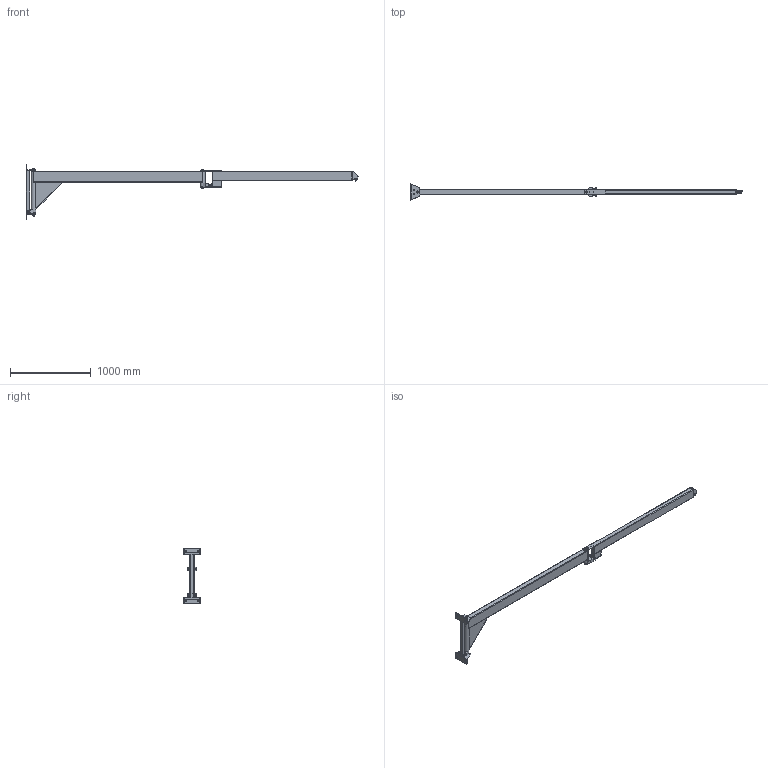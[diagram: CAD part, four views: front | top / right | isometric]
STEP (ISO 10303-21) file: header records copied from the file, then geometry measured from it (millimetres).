
FILE_DESCRIPTION(('STEP AP214'),'1');
FILE_NAME('PMH Väggsvängkran Hymer 100-4.stp','2013-08-16T07:51:38',(' '),(' '),'Spatial InterOp 3D',' ',' ');
FILE_SCHEMA(('automotive_design'));
Length unit declared in the file: millimetre
Products named in the file (74): F_rst_rkning innerarm; Part102; Inre arm; Främre axel; R_r med lager bakre; Rör Dia=60,3 T=4,5 L=520; R_r med lager fr_mre; Rör Dia=60,3 T=4,5 L=190; KKR 140x70; Kn_ckarm typ 2; F_st_ra 85; Fästöra 85, T=6; Axel Fästöra; Spårring; Yttre arm; Part84; Part88; Part85; Part83; Part82; Axelkant  I; Axel I; Distansbricka I; Hylsa I; Bultf_rband M6x35, M6 L_smutter; M6S M6x35; DIN_985 M6; Kn_ckarm Hymer 100kg 3m; Part50; Kn_ckarm Hymer 100kg 4m; Broms Pelare 2; Part62; Bolt Assembly; Tryckfjäder Ø14/10,5, L=24; M6M M10; Gängstång M10x80; Hymer 100_4; PMH Vaggsvangkran Hymer 100-4; V_ggf_ste; Part66 ...
Assembly tree (73 placements, depth 8):
  PMH Vaggsvangkran Hymer 100-4
    Hymer 100_4
      Kn_ckarm Hymer 100kg 4m
        Kn_ckarm Hymer 100kg 3m
          Kn_ckarm typ 2
            Inre arm
              F_rst_rkning innerarm
                Part102
                Part102
              Främre axel
              R_r med lager bakre
                Rör Dia=60,3 T=4,5 L=520
              R_r med lager fr_mre
                Rör Dia=60,3 T=4,5 L=190
              KKR 140x70
            Yttre arm
              F_st_ra 85
                Fästöra 85, T=6
                Fästöra 85, T=6
                Axel Fästöra
                Spårring
              Part84
              Part88
              Part85
              Part85
              Part84
              Part83
              Part82
              Axelkant  I
              Axel I
              Distansbricka I
              Hylsa I
              Bultf_rband M6x35, M6 L_smutter
                M6S M6x35
                DIN_985 M6
          Part50
        Broms Pelare 2
          Part62
          Bolt Assembly
            Tryckfjäder Ø14/10,5, L=24
            M6M M10
            M6M M10
            Gängstång M10x80
          Bolt Assembly
            Tryckfjäder Ø14/10,5, L=24
            M6M M10
            M6M M10
            Gängstång M10x80
    V_ggf_ste typ 2 med axel
      V_ggf_ste
        Part66
        Part69
        Part70
        Part66
      Axel I
        Axelkant  I
        Axel I
        Distansbricka I
        Hylsa I
        Bultf_rband M6x35, M6 L_smutter
Bounding box: 4124.04 x 200 x 687 mm (x, y, z)
Volume: 35888544.7 mm3; surface area: 2654229.6 mm2
Topology: 52 solids, 52 shells, 588 faces, 1292 edges, 812 vertices
Faces by surface type: plane 297, cone 152, cylinder 124, bspline 12, torus 3
Full cylindrical faces by diameter (mm): 2 x2, 4.5 x2, 5.46 x2, 6 x4, 7 x10, 10 x14, 17 x4, 18 x2, 20 x14, 21 x5, 26 x5, 27 x2, 30.048 x2, 51.3 x2, 60.3 x2
Entity records: 29270 total; most frequent: CARTESIAN_POINT 11080, DIRECTION 2561, ORIENTED_EDGE 2286, EDGE_CURVE 1143, AXIS2_PLACEMENT_3D 1059, EDGE_LOOP 801, VERTEX_POINT 778, FACE_OUTER_BOUND 675
